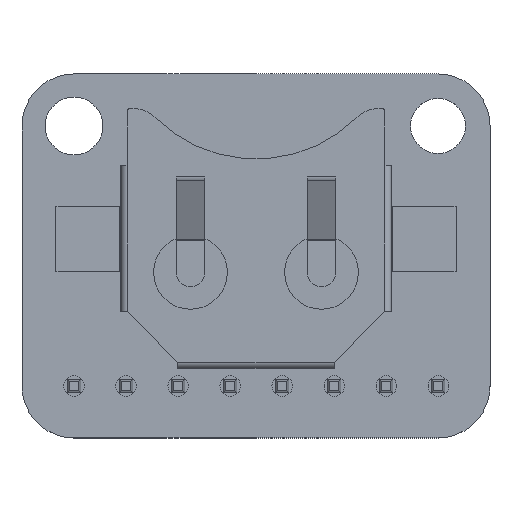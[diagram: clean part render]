
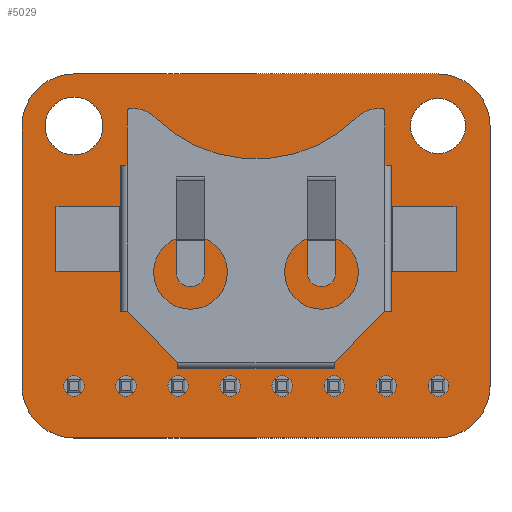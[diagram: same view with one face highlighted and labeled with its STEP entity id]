
A CAD part, top view. The second image highlights one B-rep face of the part: STEP entity #5029.
In plain terms, the highlighted planar face has unit normal (0, 0, 1).
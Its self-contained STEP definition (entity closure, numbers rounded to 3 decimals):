
#77=CIRCLE('',#5374,0.5);
#79=CIRCLE('',#5377,0.5);
#81=CIRCLE('',#5380,0.5);
#83=CIRCLE('',#5383,0.5);
#85=CIRCLE('',#5386,1.411);
#87=CIRCLE('',#5389,0.5);
#89=CIRCLE('',#5392,0.5);
#91=CIRCLE('',#5395,1.343);
#93=CIRCLE('',#5398,0.5);
#95=CIRCLE('',#5401,0.5);
#98=CIRCLE('',#5406,2.54);
#100=CIRCLE('',#5410,2.54);
#102=CIRCLE('',#5414,2.54);
#104=CIRCLE('',#5418,2.54);
#164=FACE_BOUND('',#768,.T.);
#165=FACE_BOUND('',#769,.T.);
#166=FACE_BOUND('',#770,.T.);
#167=FACE_BOUND('',#771,.T.);
#168=FACE_BOUND('',#772,.T.);
#169=FACE_BOUND('',#773,.T.);
#170=FACE_BOUND('',#774,.T.);
#171=FACE_BOUND('',#775,.T.);
#172=FACE_BOUND('',#776,.T.);
#173=FACE_BOUND('',#777,.T.);
#476=FACE_OUTER_BOUND('',#767,.T.);
#767=EDGE_LOOP('',(#4474,#4475,#4476,#4477,#4478,#4479,#4480,#4481));
#768=EDGE_LOOP('',(#4482));
#769=EDGE_LOOP('',(#4483));
#770=EDGE_LOOP('',(#4484));
#771=EDGE_LOOP('',(#4485));
#772=EDGE_LOOP('',(#4486));
#773=EDGE_LOOP('',(#4487));
#774=EDGE_LOOP('',(#4488));
#775=EDGE_LOOP('',(#4489));
#776=EDGE_LOOP('',(#4490));
#777=EDGE_LOOP('',(#4491));
#1386=LINE('',#8131,#1996);
#1390=LINE('',#8143,#2000);
#1394=LINE('',#8155,#2004);
#1398=LINE('',#8167,#2008);
#1996=VECTOR('',#6706,10.);
#2000=VECTOR('',#6718,10.);
#2004=VECTOR('',#6730,10.);
#2008=VECTOR('',#6742,10.);
#2402=VERTEX_POINT('',#8065);
#2404=VERTEX_POINT('',#8071);
#2406=VERTEX_POINT('',#8077);
#2408=VERTEX_POINT('',#8083);
#2410=VERTEX_POINT('',#8089);
#2412=VERTEX_POINT('',#8095);
#2414=VERTEX_POINT('',#8101);
#2416=VERTEX_POINT('',#8107);
#2418=VERTEX_POINT('',#8113);
#2420=VERTEX_POINT('',#8119);
#2424=VERTEX_POINT('',#8128);
#2425=VERTEX_POINT('',#8130);
#2427=VERTEX_POINT('',#8136);
#2429=VERTEX_POINT('',#8142);
#2431=VERTEX_POINT('',#8148);
#2433=VERTEX_POINT('',#8154);
#2435=VERTEX_POINT('',#8160);
#2437=VERTEX_POINT('',#8166);
#3076=EDGE_CURVE('',#2402,#2402,#77,.T.);
#3079=EDGE_CURVE('',#2404,#2404,#79,.T.);
#3082=EDGE_CURVE('',#2406,#2406,#81,.T.);
#3085=EDGE_CURVE('',#2408,#2408,#83,.T.);
#3088=EDGE_CURVE('',#2410,#2410,#85,.T.);
#3091=EDGE_CURVE('',#2412,#2412,#87,.T.);
#3094=EDGE_CURVE('',#2414,#2414,#89,.T.);
#3097=EDGE_CURVE('',#2416,#2416,#91,.T.);
#3100=EDGE_CURVE('',#2418,#2418,#93,.T.);
#3103=EDGE_CURVE('',#2420,#2420,#95,.T.);
#3108=EDGE_CURVE('',#2425,#2424,#1386,.T.);
#3111=EDGE_CURVE('',#2427,#2425,#98,.T.);
#3114=EDGE_CURVE('',#2429,#2427,#1390,.T.);
#3117=EDGE_CURVE('',#2431,#2429,#100,.T.);
#3120=EDGE_CURVE('',#2433,#2431,#1394,.T.);
#3123=EDGE_CURVE('',#2435,#2433,#102,.T.);
#3126=EDGE_CURVE('',#2437,#2435,#1398,.T.);
#3129=EDGE_CURVE('',#2424,#2437,#104,.T.);
#4474=ORIENTED_EDGE('',*,*,#3129,.T.);
#4475=ORIENTED_EDGE('',*,*,#3126,.T.);
#4476=ORIENTED_EDGE('',*,*,#3123,.T.);
#4477=ORIENTED_EDGE('',*,*,#3120,.T.);
#4478=ORIENTED_EDGE('',*,*,#3117,.T.);
#4479=ORIENTED_EDGE('',*,*,#3114,.T.);
#4480=ORIENTED_EDGE('',*,*,#3111,.T.);
#4481=ORIENTED_EDGE('',*,*,#3108,.T.);
#4482=ORIENTED_EDGE('',*,*,#3103,.T.);
#4483=ORIENTED_EDGE('',*,*,#3100,.T.);
#4484=ORIENTED_EDGE('',*,*,#3097,.T.);
#4485=ORIENTED_EDGE('',*,*,#3094,.T.);
#4486=ORIENTED_EDGE('',*,*,#3091,.T.);
#4487=ORIENTED_EDGE('',*,*,#3088,.T.);
#4488=ORIENTED_EDGE('',*,*,#3085,.T.);
#4489=ORIENTED_EDGE('',*,*,#3082,.T.);
#4490=ORIENTED_EDGE('',*,*,#3079,.T.);
#4491=ORIENTED_EDGE('',*,*,#3076,.T.);
#4750=PLANE('',#5419);
#5029=ADVANCED_FACE('',(#476,#164,#165,#166,#167,#168,#169,#170,#171,#172,
#173),#4750,.T.);
#5374=AXIS2_PLACEMENT_3D('',#8066,#6634,#6635);
#5377=AXIS2_PLACEMENT_3D('',#8072,#6641,#6642);
#5380=AXIS2_PLACEMENT_3D('',#8078,#6648,#6649);
#5383=AXIS2_PLACEMENT_3D('',#8084,#6655,#6656);
#5386=AXIS2_PLACEMENT_3D('',#8090,#6662,#6663);
#5389=AXIS2_PLACEMENT_3D('',#8096,#6669,#6670);
#5392=AXIS2_PLACEMENT_3D('',#8102,#6676,#6677);
#5395=AXIS2_PLACEMENT_3D('',#8108,#6683,#6684);
#5398=AXIS2_PLACEMENT_3D('',#8114,#6690,#6691);
#5401=AXIS2_PLACEMENT_3D('',#8120,#6697,#6698);
#5406=AXIS2_PLACEMENT_3D('',#8137,#6712,#6713);
#5410=AXIS2_PLACEMENT_3D('',#8149,#6724,#6725);
#5414=AXIS2_PLACEMENT_3D('',#8161,#6736,#6737);
#5418=AXIS2_PLACEMENT_3D('',#8171,#6748,#6749);
#5419=AXIS2_PLACEMENT_3D('',#8172,#6750,#6751);
#6634=DIRECTION('center_axis',(0.,0.,-1.));
#6635=DIRECTION('ref_axis',(1.,0.,0.));
#6641=DIRECTION('center_axis',(0.,0.,-1.));
#6642=DIRECTION('ref_axis',(1.,0.,0.));
#6648=DIRECTION('center_axis',(0.,0.,-1.));
#6649=DIRECTION('ref_axis',(1.,0.,0.));
#6655=DIRECTION('center_axis',(0.,0.,-1.));
#6656=DIRECTION('ref_axis',(1.,0.,0.));
#6662=DIRECTION('center_axis',(0.,0.,-1.));
#6663=DIRECTION('ref_axis',(1.,0.,0.));
#6669=DIRECTION('center_axis',(0.,0.,-1.));
#6670=DIRECTION('ref_axis',(1.,0.,0.));
#6676=DIRECTION('center_axis',(0.,0.,-1.));
#6677=DIRECTION('ref_axis',(1.,0.,0.));
#6683=DIRECTION('center_axis',(0.,0.,-1.));
#6684=DIRECTION('ref_axis',(1.,0.,0.));
#6690=DIRECTION('center_axis',(0.,0.,-1.));
#6691=DIRECTION('ref_axis',(1.,0.,0.));
#6697=DIRECTION('center_axis',(0.,0.,-1.));
#6698=DIRECTION('ref_axis',(1.,0.,0.));
#6706=DIRECTION('',(0.,1.,0.));
#6712=DIRECTION('center_axis',(0.,0.,1.));
#6713=DIRECTION('ref_axis',(0.,-1.,0.));
#6718=DIRECTION('',(1.,0.,0.));
#6724=DIRECTION('center_axis',(0.,0.,1.));
#6725=DIRECTION('ref_axis',(-1.,0.,0.));
#6730=DIRECTION('',(0.,-1.,0.));
#6736=DIRECTION('center_axis',(0.,0.,1.));
#6737=DIRECTION('ref_axis',(0.,1.,0.));
#6742=DIRECTION('',(-1.,0.,0.));
#6748=DIRECTION('center_axis',(0.,0.,1.));
#6749=DIRECTION('ref_axis',(1.,0.,0.));
#6750=DIRECTION('center_axis',(0.,0.,1.));
#6751=DIRECTION('ref_axis',(1.,0.,0.));
#8065=CARTESIAN_POINT('',(8.41,-6.35,1.));
#8066=CARTESIAN_POINT('Origin',(8.91,-6.35,1.));
#8071=CARTESIAN_POINT('',(-4.304,-6.35,1.));
#8072=CARTESIAN_POINT('Origin',(-3.804,-6.35,1.));
#8077=CARTESIAN_POINT('',(-6.847,-6.35,1.));
#8078=CARTESIAN_POINT('Origin',(-6.347,-6.35,1.));
#8083=CARTESIAN_POINT('',(-9.39,-6.35,1.));
#8084=CARTESIAN_POINT('Origin',(-8.89,-6.35,1.));
#8089=CARTESIAN_POINT('',(-10.301,6.35,1.));
#8090=CARTESIAN_POINT('Origin',(-8.89,6.35,1.));
#8095=CARTESIAN_POINT('',(-1.761,-6.35,1.));
#8096=CARTESIAN_POINT('Origin',(-1.261,-6.35,1.));
#8101=CARTESIAN_POINT('',(3.324,-6.35,1.));
#8102=CARTESIAN_POINT('Origin',(3.824,-6.35,1.));
#8107=CARTESIAN_POINT('',(7.547,6.35,1.));
#8108=CARTESIAN_POINT('Origin',(8.89,6.35,1.));
#8113=CARTESIAN_POINT('',(5.867,-6.35,1.));
#8114=CARTESIAN_POINT('Origin',(6.367,-6.35,1.));
#8119=CARTESIAN_POINT('',(0.781,-6.35,1.));
#8120=CARTESIAN_POINT('Origin',(1.281,-6.35,1.));
#8128=CARTESIAN_POINT('',(11.43,6.35,1.));
#8130=CARTESIAN_POINT('',(11.43,-6.35,1.));
#8131=CARTESIAN_POINT('',(11.43,6.35,1.));
#8136=CARTESIAN_POINT('',(8.89,-8.89,1.));
#8137=CARTESIAN_POINT('Origin',(8.89,-6.35,1.));
#8142=CARTESIAN_POINT('',(-8.89,-8.89,1.));
#8143=CARTESIAN_POINT('',(8.89,-8.89,1.));
#8148=CARTESIAN_POINT('',(-11.43,-6.35,1.));
#8149=CARTESIAN_POINT('Origin',(-8.89,-6.35,1.));
#8154=CARTESIAN_POINT('',(-11.43,6.35,1.));
#8155=CARTESIAN_POINT('',(-11.43,-6.35,1.));
#8160=CARTESIAN_POINT('',(-8.89,8.89,1.));
#8161=CARTESIAN_POINT('Origin',(-8.89,6.35,1.));
#8166=CARTESIAN_POINT('',(8.89,8.89,1.));
#8167=CARTESIAN_POINT('',(-8.89,8.89,1.));
#8171=CARTESIAN_POINT('Origin',(8.89,6.35,1.));
#8172=CARTESIAN_POINT('Origin',(0.,0.,1.));
